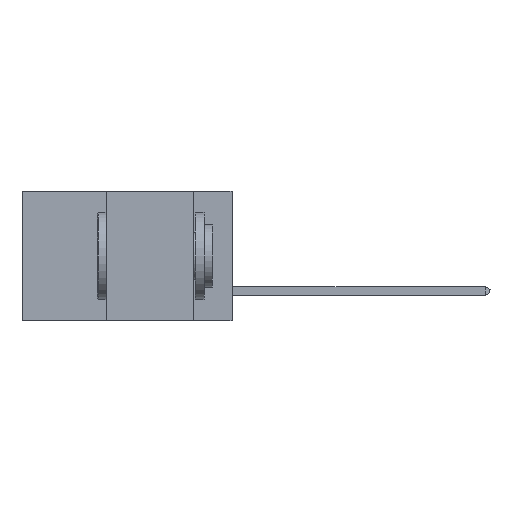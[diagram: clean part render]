
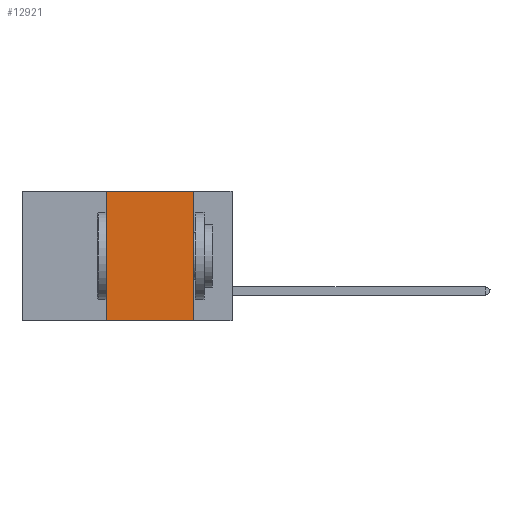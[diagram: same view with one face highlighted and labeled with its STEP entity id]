
A CAD part, left-side view. The second image highlights one B-rep face of the part: STEP entity #12921.
In plain terms, the highlighted planar face has unit normal (-1, 0, 0).
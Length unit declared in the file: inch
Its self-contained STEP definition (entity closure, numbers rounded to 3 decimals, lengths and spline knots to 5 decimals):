
#558 = DIRECTION ( 'NONE',  ( 0., 0., -1. ) ) ;
#869 = CARTESIAN_POINT ( 'NONE',  ( 0., 0.6, -0.37 ) ) ;
#2820 = EDGE_CURVE ( 'NONE', #23011, #9916, #26734, .T. ) ;
#2914 = LINE ( 'NONE', #26009, #25792 ) ;
#3719 = CARTESIAN_POINT ( 'NONE',  ( 0., 0.36, 0. ) ) ;
#3913 = DIRECTION ( 'NONE',  ( 0., 0., 1. ) ) ;
#4730 = EDGE_CURVE ( 'NONE', #21149, #30533, #5980, .T. ) ;
#5352 = CARTESIAN_POINT ( 'NONE',  ( 0., 0.11, 0. ) ) ;
#5980 = LINE ( 'NONE', #5352, #30058 ) ;
#7900 = EDGE_CURVE ( 'NONE', #23011, #30533, #28285, .T. ) ;
#9336 = ORIENTED_EDGE ( 'NONE', *, *, #2820, .F. ) ;
#9916 = VERTEX_POINT ( 'NONE', #3719 ) ;
#11364 = DIRECTION ( 'NONE',  ( 0., -1., 0. ) ) ;
#11499 = CARTESIAN_POINT ( 'NONE',  ( 0., 0.6, 0. ) ) ;
#11834 = CARTESIAN_POINT ( 'NONE',  ( 0., 0.11, -0.37 ) ) ;
#12277 = ORIENTED_EDGE ( 'NONE', *, *, #7900, .T. ) ;
#12921 = ADVANCED_FACE ( 'NONE', ( #30084 ), #30310, .F. ) ;
#14614 = DIRECTION ( 'NONE',  ( 0., 0., -1. ) ) ;
#15579 = CARTESIAN_POINT ( 'NONE',  ( 0., 0.11, 0. ) ) ;
#15725 = EDGE_CURVE ( 'NONE', #9916, #21149, #2914, .T. ) ;
#16224 = VECTOR ( 'NONE', #3913, 39.37008 ) ;
#19342 = DIRECTION ( 'NONE',  ( 1., 0., 0. ) ) ;
#20716 = EDGE_LOOP ( 'NONE', ( #23234, #29505, #9336, #12277 ) ) ;
#21149 = VERTEX_POINT ( 'NONE', #15579 ) ;
#23011 = VERTEX_POINT ( 'NONE', #24386 ) ;
#23234 = ORIENTED_EDGE ( 'NONE', *, *, #4730, .F. ) ;
#23371 = AXIS2_PLACEMENT_3D ( 'NONE', #11499, #19342, #14614 ) ;
#23563 = CARTESIAN_POINT ( 'NONE',  ( 0., 0.36, 0. ) ) ;
#24386 = CARTESIAN_POINT ( 'NONE',  ( 0., 0.36, -0.37 ) ) ;
#25792 = VECTOR ( 'NONE', #11364, 39.37008 ) ;
#26009 = CARTESIAN_POINT ( 'NONE',  ( 0., 0.6, 0. ) ) ;
#26734 = LINE ( 'NONE', #23563, #16224 ) ;
#27340 = DIRECTION ( 'NONE',  ( 0., -1., 0. ) ) ;
#28285 = LINE ( 'NONE', #869, #29468 ) ;
#29468 = VECTOR ( 'NONE', #27340, 39.37008 ) ;
#29505 = ORIENTED_EDGE ( 'NONE', *, *, #15725, .F. ) ;
#30058 = VECTOR ( 'NONE', #558, 39.37008 ) ;
#30084 = FACE_OUTER_BOUND ( 'NONE', #20716, .T. ) ;
#30310 = PLANE ( 'NONE',  #23371 ) ;
#30533 = VERTEX_POINT ( 'NONE', #11834 ) ;
